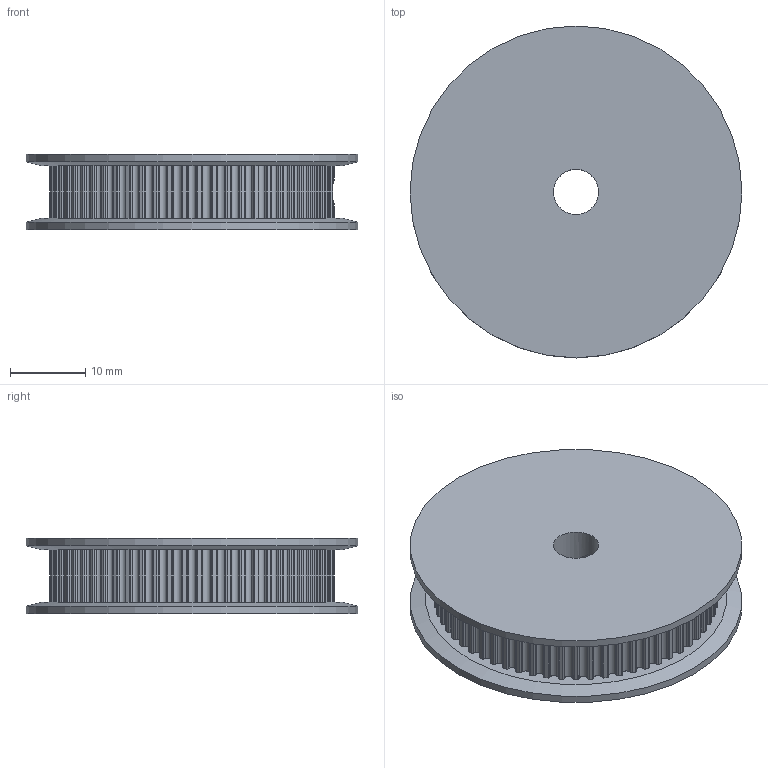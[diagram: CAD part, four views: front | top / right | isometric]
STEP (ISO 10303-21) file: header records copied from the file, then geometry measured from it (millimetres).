
FILE_DESCRIPTION(/* description */ (''),/* implementation_level */ '2;1');
FILE_NAME(/* name */ 'ff8251f2-7c3b-4c2f-b6ec-e4a006cd30ac.stp',/* time_stamp */ '2020-04-03T16:40:05+00:00',/* author */ (''),/* organization */ (''),/* preprocessor_version */ 'ST-DEVELOPER v18',/* originating_system */ 'Autodesk Translation Framework v8.12.0.6',/* authorisation */ '');
FILE_SCHEMA (('AUTOMOTIVE_DESIGN { 1 0 10303 214 3 1 1 }'));
Length unit declared in the file: millimetre
Products named in the file (2): GT2 60T Timing Pulley 6mm Bore; Pulley
Assembly tree (1 placements, depth 2):
  GT2 60T Timing Pulley 6mm Bore
    Pulley
Bounding box: 44 x 44 x 10 mm (x, y, z)
Volume: 11500.1 mm3; surface area: 7768.7 mm2
Topology: 2 solids, 2 shells, 383 faces, 1138 edges, 758 vertices
Faces by surface type: cylinder 376, plane 5, cone 2
Full cylindrical faces by diameter (mm): 3.5 x1, 6 x2, 44 x2
Entity records: 13530 total; most frequent: DIRECTION 2612, CARTESIAN_POINT 2518, ORIENTED_EDGE 2276, EDGE_CURVE 1138, AXIS2_PLACEMENT_3D 1116, VERTEX_POINT 758, CIRCLE 730, EDGE_LOOP 388
